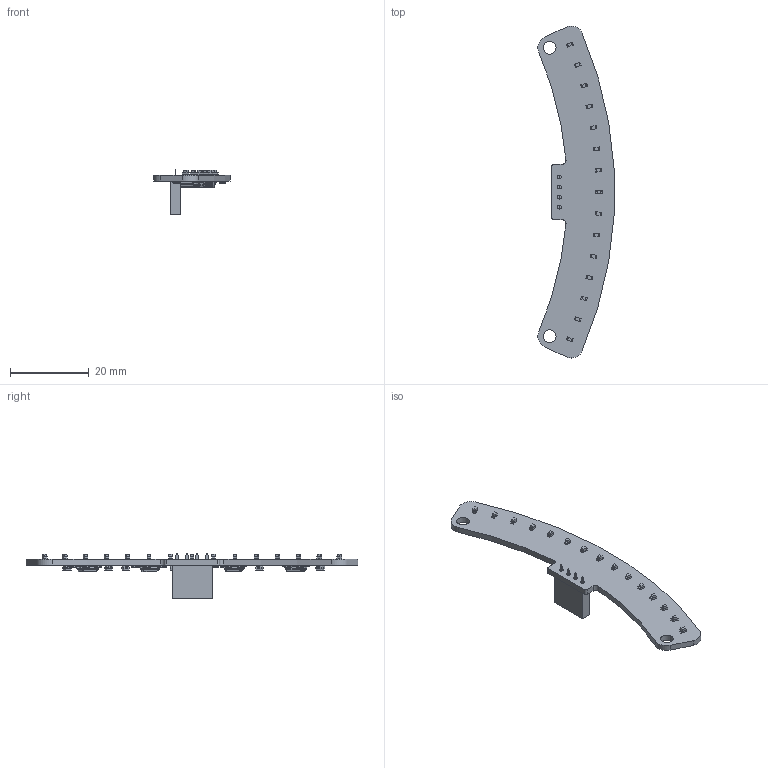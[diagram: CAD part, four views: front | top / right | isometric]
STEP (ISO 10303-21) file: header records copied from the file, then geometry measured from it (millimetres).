
FILE_DESCRIPTION(('KiCad electronic assembly'),'2;1');
FILE_NAME('LINE Side V1.1.step','2025-07-21T15:06:25',('Pcbnew'),( 'Kicad'),'Open CASCADE STEP processor 7.8','KiCad to STEP converter' ,'Unknown');
FILE_SCHEMA(('AUTOMOTIVE_DESIGN { 1 0 10303 214 1 1 1 1 }'));
Length unit declared in the file: millimetre
Products named in the file (9): LINE Side V1.1 1; LED_0603_1608Metric; D_SOD-123; R_0603_1608Metric; D0008A; BODY-SO; LEAD-D0008A; PinSocket_1x04_P2.54mm_Vertical; LINE Side V1.1_PCB
Assembly tree (55 placements, depth 3):
  LINE Side V1.1 1
    LED_0603_1608Metric  x15
    D_SOD-123  x7
    R_0603_1608Metric  x18
    D0008A  x4
      BODY-SO
      LEAD-D0008A
    PinSocket_1x04_P2.54mm_Vertical
    LINE Side V1.1_PCB
Bounding box: 19.31 x 84.2 x 11.6 mm (x, y, z)
Volume: 1936.5 mm3; surface area: 3405.3 mm2
Topology: 78 solids, 78 shells, 2465 faces, 6289 edges, 4010 vertices
Faces by surface type: plane 1686, cylinder 557, bspline 214, sphere 8
Full cylindrical faces by diameter (mm): 1 x4, 3.2 x2
Entity records: 14408 total; most frequent: CARTESIAN_POINT 3325, ORIENTED_EDGE 1756, DIRECTION 1670, EDGE_CURVE 878, LINE 686, VECTOR 686, VERTEX_POINT 552, AXIS2_PLACEMENT_3D 492
